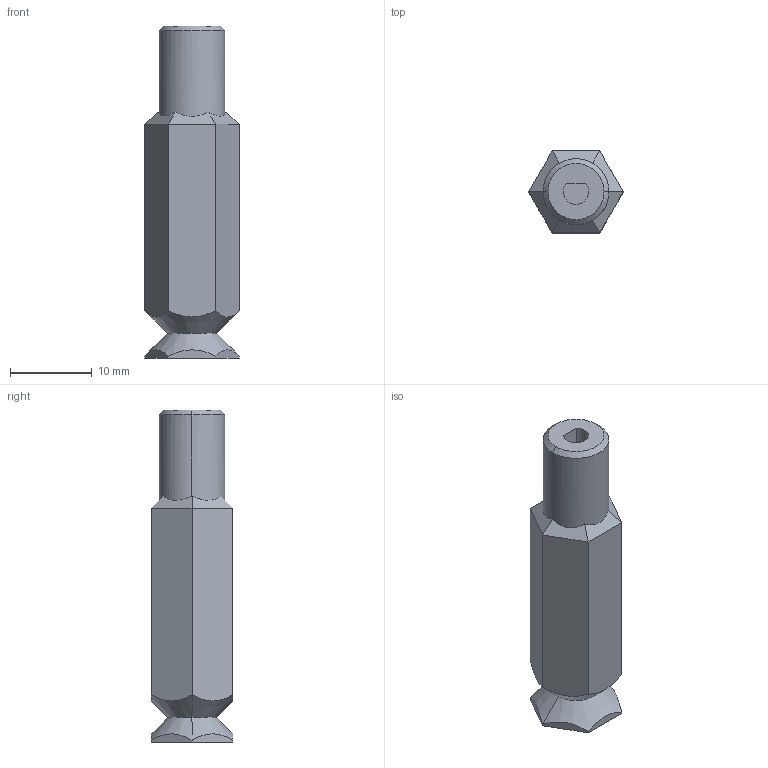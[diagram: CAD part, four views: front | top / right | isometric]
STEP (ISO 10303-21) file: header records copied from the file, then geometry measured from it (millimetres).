
FILE_DESCRIPTION (( 'STEP AP203' ), '1' );
FILE_NAME ('粣_等旋.S', '2024-03-09T16:21:41', ( '' ), ( '' ), 'SwSTEP 2.0', 'SolidWorks 2022', '' );
FILE_SCHEMA (( 'CONFIG_CONTROL_DESIGN' ));
Length unit declared in the file: millimetre
Products named in the file (1): ﾖ畧ｵ･ｱﾛ｣､｡ﾀ_｡遙鐇ｨ､_
Bounding box: 11.55 x 10 x 40.5 mm (x, y, z)
Volume: 2895.9 mm3; surface area: 1523.8 mm2
Topology: 1 solids, 1 shells, 39 faces, 94 edges, 58 vertices
Faces by surface type: plane 28, cone 6, cylinder 5
Entity records: 1305 total; most frequent: CARTESIAN_POINT 346, ORIENTED_EDGE 188, DIRECTION 176, EDGE_CURVE 94, AXIS2_PLACEMENT_3D 60, VERTEX_POINT 58, LINE 56, VECTOR 56
